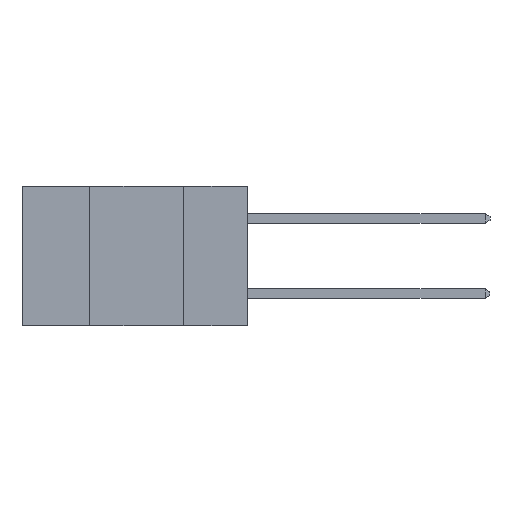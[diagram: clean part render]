
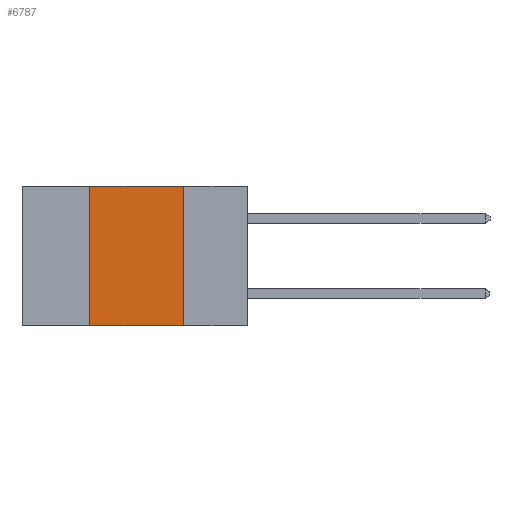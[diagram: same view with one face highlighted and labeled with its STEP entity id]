
A CAD part, left-side view. The second image highlights one B-rep face of the part: STEP entity #6787.
In plain terms, the highlighted planar face has unit normal (-1, 0, 0).
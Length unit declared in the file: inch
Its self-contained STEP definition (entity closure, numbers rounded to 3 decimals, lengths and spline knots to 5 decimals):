
#257 = DIRECTION ( 'NONE',  ( 0., 0., 1. ) ) ;
#535 = EDGE_CURVE ( 'NONE', #4173, #14489, #8215, .T. ) ;
#1330 = CARTESIAN_POINT ( 'NONE',  ( 0., 0.6, 0. ) ) ;
#1472 = CARTESIAN_POINT ( 'NONE',  ( 0., 0.17, -0.37 ) ) ;
#2638 = CARTESIAN_POINT ( 'NONE',  ( 0., 0.42, 0. ) ) ;
#3000 = LINE ( 'NONE', #14739, #7919 ) ;
#3235 = DIRECTION ( 'NONE',  ( 1., 0., 0. ) ) ;
#3301 = VECTOR ( 'NONE', #257, 39.37008 ) ;
#4124 = LINE ( 'NONE', #15501, #22928 ) ;
#4173 = VERTEX_POINT ( 'NONE', #20881 ) ;
#4349 = EDGE_CURVE ( 'NONE', #4173, #4519, #3000, .T. ) ;
#4519 = VERTEX_POINT ( 'NONE', #1472 ) ;
#6471 = VERTEX_POINT ( 'NONE', #10728 ) ;
#6787 = ADVANCED_FACE ( 'NONE', ( #10117 ), #12467, .F. ) ;
#6842 = ORIENTED_EDGE ( 'NONE', *, *, #4349, .T. ) ;
#7600 = CARTESIAN_POINT ( 'NONE',  ( 0., 0.42, 0. ) ) ;
#7919 = VECTOR ( 'NONE', #9319, 39.37008 ) ;
#8215 = LINE ( 'NONE', #2638, #3301 ) ;
#9319 = DIRECTION ( 'NONE',  ( 0., -1., 0. ) ) ;
#10117 = FACE_OUTER_BOUND ( 'NONE', #13510, .T. ) ;
#10728 = CARTESIAN_POINT ( 'NONE',  ( 0., 0.17, 0. ) ) ;
#10735 = CARTESIAN_POINT ( 'NONE',  ( 0., 0.17, 0. ) ) ;
#12467 = PLANE ( 'NONE',  #13716 ) ;
#12905 = ORIENTED_EDGE ( 'NONE', *, *, #19466, .F. ) ;
#13510 = EDGE_LOOP ( 'NONE', ( #12905, #22483, #17130, #6842 ) ) ;
#13550 = VECTOR ( 'NONE', #21590, 39.37008 ) ;
#13716 = AXIS2_PLACEMENT_3D ( 'NONE', #1330, #3235, #16113 ) ;
#14489 = VERTEX_POINT ( 'NONE', #7600 ) ;
#14739 = CARTESIAN_POINT ( 'NONE',  ( 0., 0.6, -0.37 ) ) ;
#15501 = CARTESIAN_POINT ( 'NONE',  ( 0., 0.6, 0. ) ) ;
#16113 = DIRECTION ( 'NONE',  ( 0., 0., -1. ) ) ;
#16703 = EDGE_CURVE ( 'NONE', #14489, #6471, #4124, .T. ) ;
#17130 = ORIENTED_EDGE ( 'NONE', *, *, #535, .F. ) ;
#19466 = EDGE_CURVE ( 'NONE', #6471, #4519, #23630, .T. ) ;
#20881 = CARTESIAN_POINT ( 'NONE',  ( 0., 0.42, -0.37 ) ) ;
#21590 = DIRECTION ( 'NONE',  ( 0., 0., -1. ) ) ;
#22483 = ORIENTED_EDGE ( 'NONE', *, *, #16703, .F. ) ;
#22715 = DIRECTION ( 'NONE',  ( 0., -1., 0. ) ) ;
#22928 = VECTOR ( 'NONE', #22715, 39.37008 ) ;
#23630 = LINE ( 'NONE', #10735, #13550 ) ;
